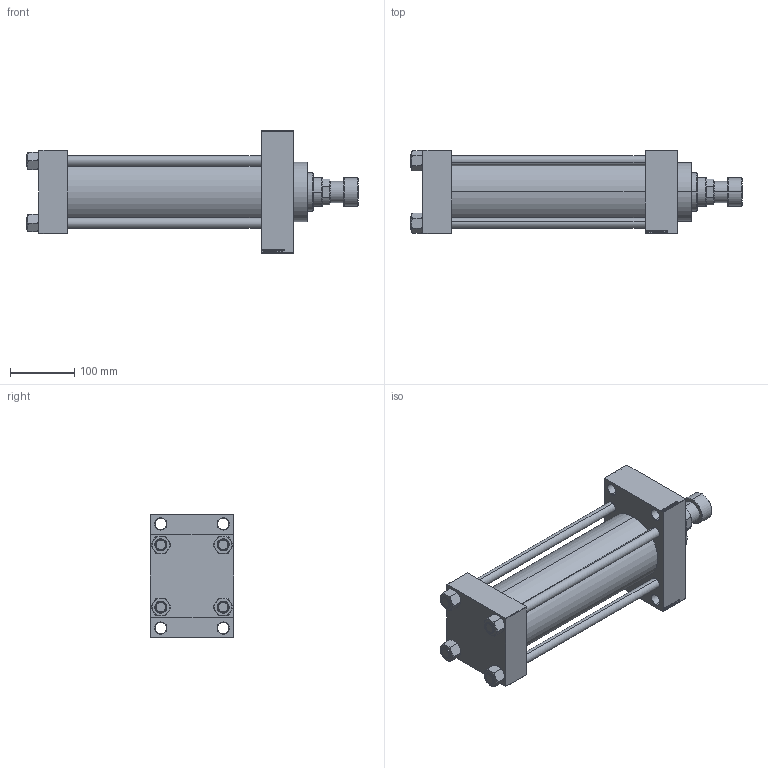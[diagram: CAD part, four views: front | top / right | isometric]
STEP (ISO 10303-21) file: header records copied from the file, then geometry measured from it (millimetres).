
FILE_DESCRIPTION (( 'STEP AP203' ), '1' );
FILE_NAME ('d629.STEP', '2022-04-16T10:12:58', ( '' ), ( '' ), 'SwSTEP 2.0', 'SolidWorks 2019', '' );
FILE_SCHEMA (( 'CONFIG_CONTROL_DESIGN' ));
Length unit declared in the file: millimetre
Products named in the file (7): d629; V215CR_D_Body f163c41a238df9f665ca2c91171ba72c; V215CR_VCP_D f163c41a238df9f665ca2c91171ba72c; V215CR_D_TYCINKA f163c41a238df9f665ca2c91171ba72c; V215_VC_A f163c41a238df9f665ca2c91171ba72c; NUT_M5_D f163c41a238df9f665ca2c91171ba72c; V215CR_ROD_END_F f163c41a238df9f665ca2c91171ba72c
Assembly tree (12 placements, depth 2):
  d629
    V215CR_D_Body f163c41a238df9f665ca2c91171ba72c
    V215CR_VCP_D f163c41a238df9f665ca2c91171ba72c
    NUT_M5_D f163c41a238df9f665ca2c91171ba72c  x4
    V215CR_D_TYCINKA f163c41a238df9f665ca2c91171ba72c  x4
    V215_VC_A f163c41a238df9f665ca2c91171ba72c
    V215CR_ROD_END_F f163c41a238df9f665ca2c91171ba72c
Bounding box: 517 x 130 x 190 mm (x, y, z)
Volume: 3432741.6 mm3; surface area: 588226.3 mm2
Topology: 12 solids, 12 shells, 1173 faces, 2944 edges, 1909 vertices
Faces by surface type: plane 550, bspline 368, cone 146, cylinder 97, torus 12
Entity records: 48341 total; most frequent: CARTESIAN_POINT 25272, ORIENTED_EDGE 5152, DIRECTION 3386, EDGE_CURVE 2576, VERTEX_POINT 1687, VECTOR 1540, LINE 1540, EDGE_LOOP 1151
